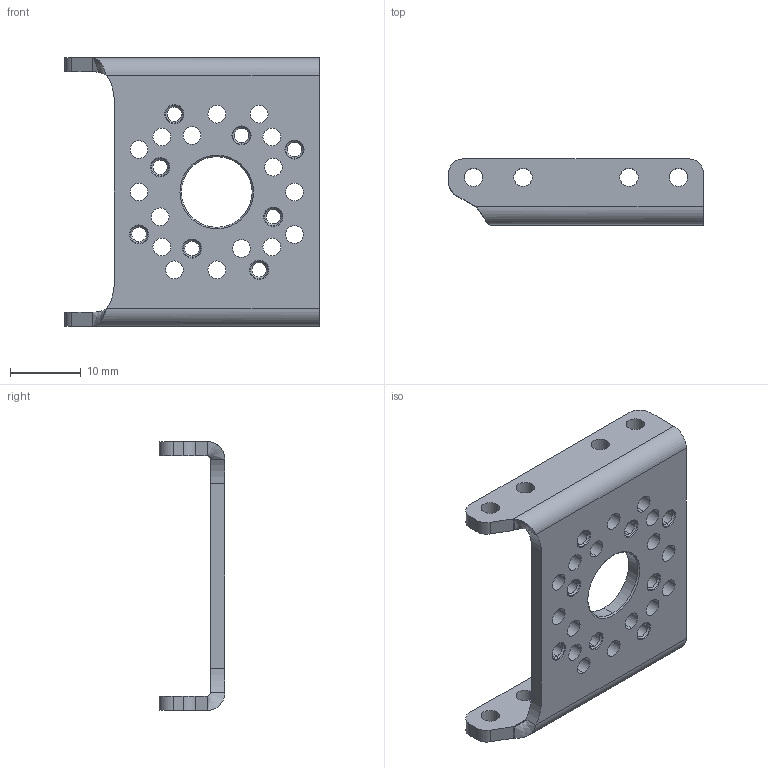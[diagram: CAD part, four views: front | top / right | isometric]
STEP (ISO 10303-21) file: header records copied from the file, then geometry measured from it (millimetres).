
FILE_DESCRIPTION((''),'2;1');
FILE_NAME('FR05_S_01','2010-02-02T',('JANG WOOK'),(''),'PRO/ENGINEER BY PARAMETRIC TECHNOLOGY CORPORATION, 2009060','PRO/ENGINEER BY PARAMETRIC TECHNOLOGY CORPORATION, 2009060','');
FILE_SCHEMA(('CONFIG_CONTROL_DESIGN'));
Length unit declared in the file: millimetre
Products named in the file (1): FR05_S_01
Bounding box: 36 x 9.3 x 38 mm (x, y, z)
Volume: 2708.8 mm3; surface area: 3722.1 mm2
Topology: 1 solids, 9 shells, 134 faces, 362 edges, 230 vertices
Faces by surface type: cylinder 94, plane 18, cone 18, bspline 4
Entity records: 4553 total; most frequent: CARTESIAN_POINT 877, DIRECTION 818, ORIENTED_EDGE 692, EDGE_CURVE 362, AXIS2_PLACEMENT_3D 333, VERTEX_POINT 230, CIRCLE 202, EDGE_LOOP 200
